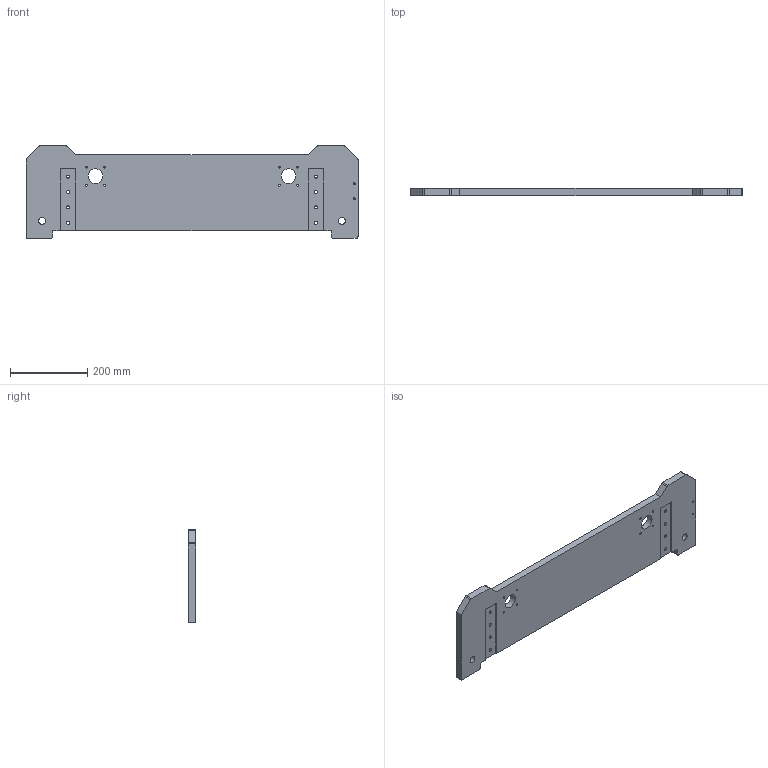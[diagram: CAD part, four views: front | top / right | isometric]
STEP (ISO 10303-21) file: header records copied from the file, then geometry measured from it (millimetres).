
FILE_DESCRIPTION(/* description */ (''),/* implementation_level */ '2;1');
FILE_NAME(/* name */ 'Face Arrière step.step',/* time_stamp */ '2020-10-02T17:35:28+02:00',/* author */ (''),/* organization */ (''),/* preprocessor_version */ 'ST-DEVELOPER v18.1',/* originating_system */ 'Autodesk Translation Framework v9.3.0.1241',/* authorisation */ '');
FILE_SCHEMA (('AUTOMOTIVE_DESIGN { 1 0 10303 214 3 1 1 }'));
Length unit declared in the file: millimetre
Products named in the file (2): Face Arrière new; Composant1
Assembly tree (1 placements, depth 2):
  Face Arrière new
    Composant1
Bounding box: 860 x 19 x 240 mm (x, y, z)
Volume: 3218003.8 mm3; surface area: 402968.7 mm2
Topology: 1 solids, 1 shells, 87 faces, 225 edges, 150 vertices
Faces by surface type: plane 46, cylinder 41
Full cylindrical faces by diameter (mm): 5.035 x2, 5.1 x8, 8 x8, 13 x8, 18 x2, 38 x2
Entity records: 2829 total; most frequent: DIRECTION 487, CARTESIAN_POINT 465, ORIENTED_EDGE 450, EDGE_CURVE 225, AXIS2_PLACEMENT_3D 172, VERTEX_POINT 150, LINE 143, VECTOR 143
